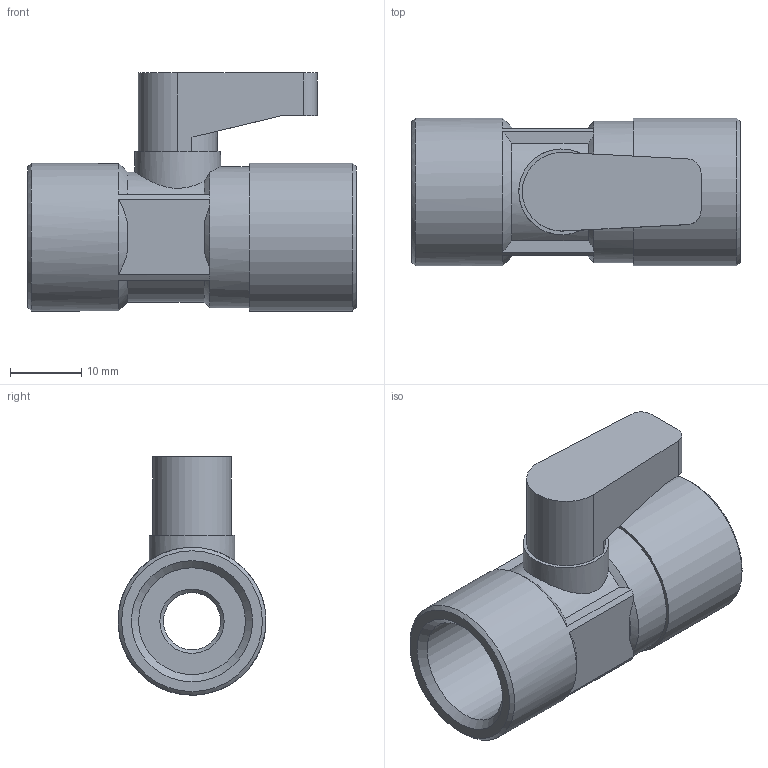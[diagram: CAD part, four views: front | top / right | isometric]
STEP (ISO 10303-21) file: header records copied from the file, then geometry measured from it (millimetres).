
FILE_DESCRIPTION(( 'MV.35V.38.38.STP' ), '1');
FILE_NAME( 'MV.35V.38.38.STP', '2018-10-05T10:48:31',( 'Sopra'),('sopra-pneumatic.com'), 'SwSTEP 2.0','SolidWorks 2009','' );
FILE_SCHEMA (('AUTOMOTIVE_DESIGN { 1 0 10303 214 1 1 1 1 }'));
Length unit declared in the file: millimetre
Products named in the file (9): Root; Hebelgriff; Griff; Kugel; Verschraubung; Dichtung PTFE; O-RING; Körper_a
Assembly tree (8 placements, depth 3):
  Root
    Hebelgriff
      Griff
    Kugel
    Verschraubung
      Dichtung PTFE
      O-RING
    Dichtung PTFE
    Körper_a
Bounding box: 46 x 20.7 x 33.35 mm (x, y, z)
Volume: 11324.2 mm3; surface area: 9809.1 mm2
Topology: 8 solids, 8 shells, 133 faces, 288 edges, 191 vertices
Faces by surface type: plane 71, cylinder 39, cone 19, sphere 3, torus 1
Full cylindrical faces by diameter (mm): 6 x1, 8 x5, 9 x6, 12 x1, 12.2 x1, 12.85 x4, 14.25 x2, 14.5 x1, 14.95 x4, 15 x1, 16.662 x1, 19.8 x1, 20.7 x2
Entity records: 7155 total; most frequent: CARTESIAN_POINT 1917, DIRECTION 663, PRESENTATION_STYLE_ASSIGNMENT 464, COLOUR_RGB 461, DRAUGHTING_PRE_DEFINED_CURVE_FONT 456, CURVE_STYLE 456, OVER_RIDING_STYLED_ITEM 456, ORIENTED_EDGE 456
